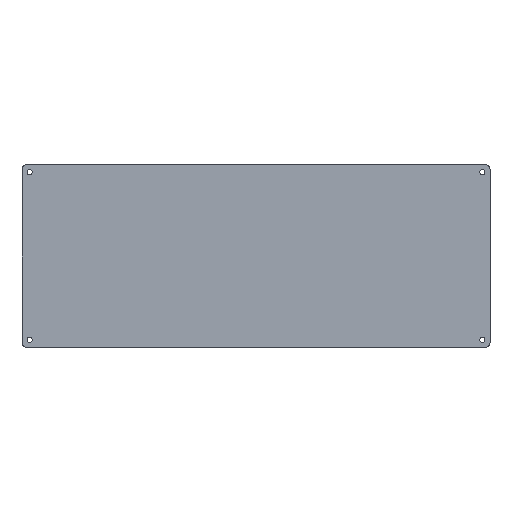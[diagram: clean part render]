
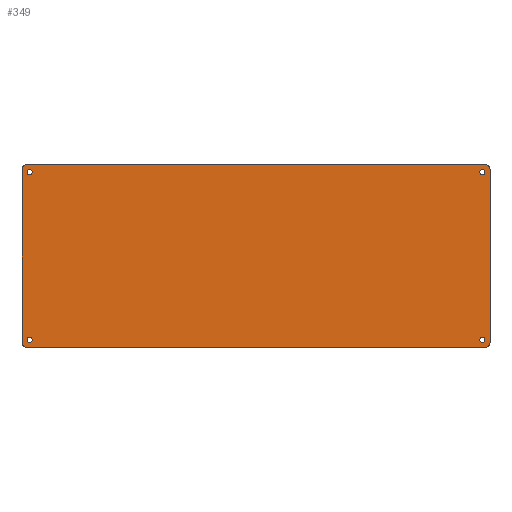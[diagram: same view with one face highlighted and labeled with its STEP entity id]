
A CAD part, top view. The second image highlights one B-rep face of the part: STEP entity #349.
In plain terms, the highlighted planar face has unit normal (0, 0, 1).
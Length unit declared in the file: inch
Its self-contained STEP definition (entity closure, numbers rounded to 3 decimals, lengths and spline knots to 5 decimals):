
#4 = FACE_BOUND ( 'NONE', #492, .T. ) ;
#6 = CARTESIAN_POINT ( 'NONE',  ( 0., 0., 0. ) ) ;
#15 = VERTEX_POINT ( 'NONE', #69 ) ;
#16 = CARTESIAN_POINT ( 'NONE',  ( 11.5, -4.25, 0. ) ) ;
#20 = ORIENTED_EDGE ( 'NONE', *, *, #216, .F. ) ;
#27 = AXIS2_PLACEMENT_3D ( 'NONE', #182, #151, #421 ) ;
#30 = EDGE_CURVE ( 'NONE', #101, #101, #214, .T. ) ;
#36 = CARTESIAN_POINT ( 'NONE',  ( 11.125, 4.125, 0. ) ) ;
#50 = DIRECTION ( 'NONE',  ( 1., 0., 0. ) ) ;
#51 = VECTOR ( 'NONE', #212, 39.37008 ) ;
#55 = ORIENTED_EDGE ( 'NONE', *, *, #400, .T. ) ;
#56 = CARTESIAN_POINT ( 'NONE',  ( 11., 4.125, 0. ) ) ;
#59 = EDGE_LOOP ( 'NONE', ( #20, #162, #137, #102, #297, #71, #327, #387 ) ) ;
#69 = CARTESIAN_POINT ( 'NONE',  ( -11.25, 4.5, 0. ) ) ;
#71 = ORIENTED_EDGE ( 'NONE', *, *, #235, .F. ) ;
#72 = EDGE_CURVE ( 'NONE', #346, #346, #306, .T. ) ;
#76 = VECTOR ( 'NONE', #121, 39.37008 ) ;
#77 = CARTESIAN_POINT ( 'NONE',  ( 11.5, 4.25, 0. ) ) ;
#80 = DIRECTION ( 'NONE',  ( -1., 0., 0. ) ) ;
#86 = FACE_BOUND ( 'NONE', #260, .T. ) ;
#87 = EDGE_CURVE ( 'NONE', #504, #221, #388, .T. ) ;
#93 = ORIENTED_EDGE ( 'NONE', *, *, #30, .T. ) ;
#99 = ORIENTED_EDGE ( 'NONE', *, *, #72, .T. ) ;
#101 = VERTEX_POINT ( 'NONE', #496 ) ;
#102 = ORIENTED_EDGE ( 'NONE', *, *, #494, .F. ) ;
#113 = CARTESIAN_POINT ( 'NONE',  ( 11.25, -4.25, 0. ) ) ;
#119 = CIRCLE ( 'NONE', #202, 0.125 ) ;
#121 = DIRECTION ( 'NONE',  ( 0., -1., 0. ) ) ;
#127 = EDGE_LOOP ( 'NONE', ( #274 ) ) ;
#128 = AXIS2_PLACEMENT_3D ( 'NONE', #36, #426, #230 ) ;
#129 = CARTESIAN_POINT ( 'NONE',  ( -11.5, 4.25, 0. ) ) ;
#133 = CARTESIAN_POINT ( 'NONE',  ( 11.125, -4.125, 0. ) ) ;
#137 = ORIENTED_EDGE ( 'NONE', *, *, #397, .F. ) ;
#140 = VERTEX_POINT ( 'NONE', #77 ) ;
#151 = DIRECTION ( 'NONE',  ( 0., 0., -1. ) ) ;
#153 = DIRECTION ( 'NONE',  ( 0., 0., -1. ) ) ;
#160 = CARTESIAN_POINT ( 'NONE',  ( 11.5, 4.25, 0. ) ) ;
#162 = ORIENTED_EDGE ( 'NONE', *, *, #510, .F. ) ;
#163 = DIRECTION ( 'NONE',  ( -1., 0., 0. ) ) ;
#166 = DIRECTION ( 'NONE',  ( 0., 1., 0. ) ) ;
#174 = DIRECTION ( 'NONE',  ( 1., 0., 0. ) ) ;
#177 = DIRECTION ( 'NONE',  ( 0., 0., -1. ) ) ;
#182 = CARTESIAN_POINT ( 'NONE',  ( -11.25, 4.25, 0. ) ) ;
#186 = CARTESIAN_POINT ( 'NONE',  ( 11.25, 4.25, 0. ) ) ;
#190 = VERTEX_POINT ( 'NONE', #437 ) ;
#199 = DIRECTION ( 'NONE',  ( -1., 0., 0. ) ) ;
#201 = CARTESIAN_POINT ( 'NONE',  ( 11.25, -4.5, 0. ) ) ;
#202 = AXIS2_PLACEMENT_3D ( 'NONE', #209, #367, #80 ) ;
#204 = LINE ( 'NONE', #516, #394 ) ;
#209 = CARTESIAN_POINT ( 'NONE',  ( -11.125, -4.125, 0. ) ) ;
#212 = DIRECTION ( 'NONE',  ( -1., 0., 0. ) ) ;
#214 = CIRCLE ( 'NONE', #459, 0.125 ) ;
#216 = EDGE_CURVE ( 'NONE', #140, #504, #359, .T. ) ;
#217 = LINE ( 'NONE', #282, #371 ) ;
#221 = VERTEX_POINT ( 'NONE', #201 ) ;
#229 = VERTEX_POINT ( 'NONE', #401 ) ;
#230 = DIRECTION ( 'NONE',  ( -1., 0., 0. ) ) ;
#235 = EDGE_CURVE ( 'NONE', #190, #229, #266, .T. ) ;
#257 = AXIS2_PLACEMENT_3D ( 'NONE', #366, #514, #281 ) ;
#260 = EDGE_LOOP ( 'NONE', ( #93 ) ) ;
#266 = CIRCLE ( 'NONE', #257, 0.25 ) ;
#268 = DIRECTION ( 'NONE',  ( 0., 0., -1. ) ) ;
#274 = ORIENTED_EDGE ( 'NONE', *, *, #433, .T. ) ;
#280 = AXIS2_PLACEMENT_3D ( 'NONE', #6, #438, #174 ) ;
#281 = DIRECTION ( 'NONE',  ( -1., 0., 0. ) ) ;
#282 = CARTESIAN_POINT ( 'NONE',  ( -11.25, 4.5, 0. ) ) ;
#297 = ORIENTED_EDGE ( 'NONE', *, *, #464, .F. ) ;
#306 = CIRCLE ( 'NONE', #128, 0.125 ) ;
#307 = AXIS2_PLACEMENT_3D ( 'NONE', #133, #177, #163 ) ;
#311 = DIRECTION ( 'NONE',  ( 0., 0., -1. ) ) ;
#317 = EDGE_CURVE ( 'NONE', #221, #190, #477, .T. ) ;
#327 = ORIENTED_EDGE ( 'NONE', *, *, #317, .F. ) ;
#337 = EDGE_LOOP ( 'NONE', ( #99 ) ) ;
#341 = AXIS2_PLACEMENT_3D ( 'NONE', #186, #268, #344 ) ;
#344 = DIRECTION ( 'NONE',  ( -1., 0., 0. ) ) ;
#346 = VERTEX_POINT ( 'NONE', #56 ) ;
#349 = ADVANCED_FACE ( 'NONE', ( #4, #370, #86, #474, #404 ), #485, .T. ) ;
#359 = LINE ( 'NONE', #160, #76 ) ;
#366 = CARTESIAN_POINT ( 'NONE',  ( -11.25, -4.25, 0. ) ) ;
#367 = DIRECTION ( 'NONE',  ( 0., 0., -1. ) ) ;
#370 = FACE_BOUND ( 'NONE', #127, .T. ) ;
#371 = VECTOR ( 'NONE', #50, 39.37008 ) ;
#379 = CARTESIAN_POINT ( 'NONE',  ( -11.25, -4.125, 0. ) ) ;
#387 = ORIENTED_EDGE ( 'NONE', *, *, #87, .F. ) ;
#388 = CIRCLE ( 'NONE', #484, 0.25 ) ;
#394 = VECTOR ( 'NONE', #166, 39.37008 ) ;
#397 = EDGE_CURVE ( 'NONE', #15, #425, #217, .T. ) ;
#400 = EDGE_CURVE ( 'NONE', #412, #412, #461, .T. ) ;
#401 = CARTESIAN_POINT ( 'NONE',  ( -11.5, -4.25, 0. ) ) ;
#403 = VERTEX_POINT ( 'NONE', #129 ) ;
#404 = FACE_OUTER_BOUND ( 'NONE', #59, .T. ) ;
#412 = VERTEX_POINT ( 'NONE', #415 ) ;
#415 = CARTESIAN_POINT ( 'NONE',  ( 11., -4.125, 0. ) ) ;
#421 = DIRECTION ( 'NONE',  ( -1., 0., 0. ) ) ;
#425 = VERTEX_POINT ( 'NONE', #436 ) ;
#426 = DIRECTION ( 'NONE',  ( 0., 0., -1. ) ) ;
#433 = EDGE_CURVE ( 'NONE', #457, #457, #119, .T. ) ;
#436 = CARTESIAN_POINT ( 'NONE',  ( 11.25, 4.5, 0. ) ) ;
#437 = CARTESIAN_POINT ( 'NONE',  ( -11.25, -4.5, 0. ) ) ;
#438 = DIRECTION ( 'NONE',  ( 0., 0., 1. ) ) ;
#439 = CIRCLE ( 'NONE', #27, 0.25 ) ;
#445 = CARTESIAN_POINT ( 'NONE',  ( 11.25, -4.5, 0. ) ) ;
#457 = VERTEX_POINT ( 'NONE', #379 ) ;
#459 = AXIS2_PLACEMENT_3D ( 'NONE', #467, #311, #468 ) ;
#461 = CIRCLE ( 'NONE', #307, 0.125 ) ;
#464 = EDGE_CURVE ( 'NONE', #229, #403, #204, .T. ) ;
#467 = CARTESIAN_POINT ( 'NONE',  ( -11.125, 4.125, 0. ) ) ;
#468 = DIRECTION ( 'NONE',  ( -1., 0., 0. ) ) ;
#472 = CIRCLE ( 'NONE', #341, 0.25 ) ;
#474 = FACE_BOUND ( 'NONE', #337, .T. ) ;
#477 = LINE ( 'NONE', #445, #51 ) ;
#484 = AXIS2_PLACEMENT_3D ( 'NONE', #113, #153, #199 ) ;
#485 = PLANE ( 'NONE',  #280 ) ;
#492 = EDGE_LOOP ( 'NONE', ( #55 ) ) ;
#494 = EDGE_CURVE ( 'NONE', #403, #15, #439, .T. ) ;
#496 = CARTESIAN_POINT ( 'NONE',  ( -11.25, 4.125, 0. ) ) ;
#504 = VERTEX_POINT ( 'NONE', #16 ) ;
#510 = EDGE_CURVE ( 'NONE', #425, #140, #472, .T. ) ;
#514 = DIRECTION ( 'NONE',  ( 0., 0., -1. ) ) ;
#516 = CARTESIAN_POINT ( 'NONE',  ( -11.5, -4.25, 0. ) ) ;
